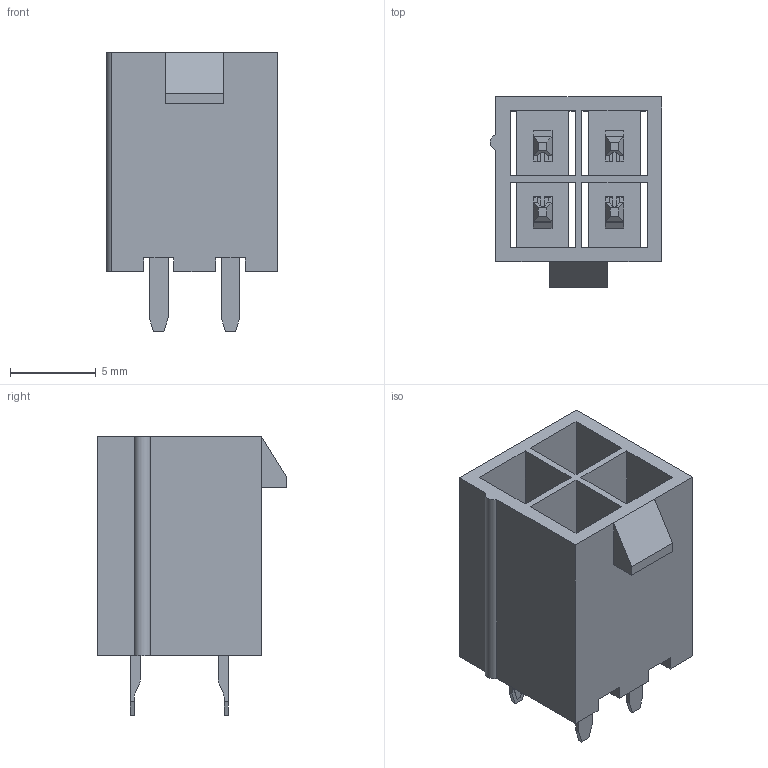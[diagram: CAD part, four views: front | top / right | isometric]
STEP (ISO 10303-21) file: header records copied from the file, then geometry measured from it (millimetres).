
FILE_DESCRIPTION( ( 'Unknown' ), '1' );
FILE_NAME( '64900421122.stp', 'Unknown', ( 'Unknown' ), ( 'Unknown' ), 'PSStep 14.0', 'Unknown', ' ' );
FILE_SCHEMA( ( 'AUTOMOTIVE_DESIGN { 1 0 10303 214 1 1 1 1 }' ) );
Length unit declared in the file: millimetre
Products named in the file (3): Assem1; 6490xx21122_PIN; 64900421122
Assembly tree (5 placements, depth 2):
  Assem1
    6490xx21122_PIN  x4
    64900421122
Bounding box: 10 x 11.1 x 16.3 mm (x, y, z)
Volume: 603 mm3; surface area: 1819.6 mm2
Topology: 5 solids, 5 shells, 417 faces, 1223 edges, 804 vertices
Faces by surface type: plane 304, cylinder 113
Entity records: 7731 total; most frequent: ORIENTED_EDGE 1114, CARTESIAN_POINT 1112, DIRECTION 993, EDGE_CURVE 557, LINE 499, VECTOR 499, VERTEX_POINT 366, AXIS2_PLACEMENT_3D 247
